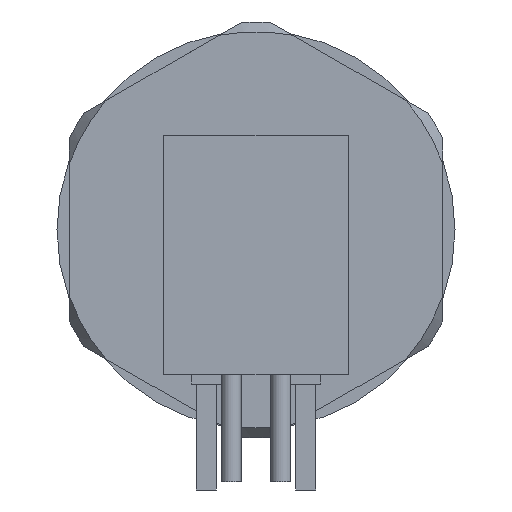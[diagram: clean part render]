
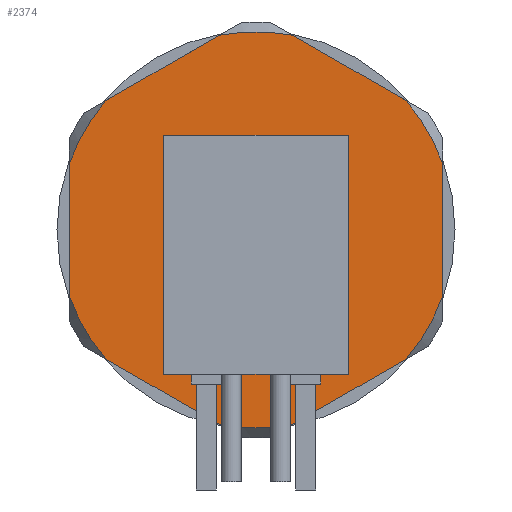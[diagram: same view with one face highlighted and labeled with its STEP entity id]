
A CAD part, front view. The second image highlights one B-rep face of the part: STEP entity #2374.
In plain terms, the highlighted planar face has unit normal (0, -1, 0).
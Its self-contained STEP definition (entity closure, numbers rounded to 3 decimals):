
#178=LINE('',#4082,#344);
#179=LINE('',#4086,#345);
#180=LINE('',#4090,#346);
#181=LINE('',#4091,#347);
#182=LINE('',#4092,#348);
#183=LINE('',#4093,#349);
#344=VECTOR('',#3210,1000.);
#345=VECTOR('',#3213,1000.);
#346=VECTOR('',#3216,1000.);
#347=VECTOR('',#3217,1000.);
#348=VECTOR('',#3218,1000.);
#349=VECTOR('',#3219,1000.);
#432=PLANE('',#2612);
#1088=ORIENTED_EDGE('',*,*,#1493,.F.);
#1089=ORIENTED_EDGE('',*,*,#1495,.F.);
#1090=ORIENTED_EDGE('',*,*,#1496,.F.);
#1091=ORIENTED_EDGE('',*,*,#1497,.F.);
#1092=ORIENTED_EDGE('',*,*,#1498,.F.);
#1093=ORIENTED_EDGE('',*,*,#1499,.F.);
#1094=ORIENTED_EDGE('',*,*,#1473,.F.);
#1095=ORIENTED_EDGE('',*,*,#1500,.F.);
#1096=ORIENTED_EDGE('',*,*,#1480,.F.);
#1097=ORIENTED_EDGE('',*,*,#1501,.F.);
#1098=ORIENTED_EDGE('',*,*,#1487,.F.);
#1099=ORIENTED_EDGE('',*,*,#1502,.F.);
#1100=ORIENTED_EDGE('',*,*,#1466,.T.);
#1466=EDGE_CURVE('',#1717,#1717,#1833,.T.);
#1473=EDGE_CURVE('',#1723,#1722,#1836,.T.);
#1480=EDGE_CURVE('',#1729,#1728,#1839,.T.);
#1487=EDGE_CURVE('',#1735,#1734,#1842,.T.);
#1493=EDGE_CURVE('',#1740,#1741,#1845,.T.);
#1495=EDGE_CURVE('',#1742,#1740,#178,.T.);
#1496=EDGE_CURVE('',#1743,#1742,#1846,.T.);
#1497=EDGE_CURVE('',#1744,#1743,#179,.T.);
#1498=EDGE_CURVE('',#1745,#1744,#1847,.T.);
#1499=EDGE_CURVE('',#1722,#1745,#180,.T.);
#1500=EDGE_CURVE('',#1728,#1723,#181,.T.);
#1501=EDGE_CURVE('',#1734,#1729,#182,.T.);
#1502=EDGE_CURVE('',#1741,#1735,#183,.T.);
#1717=VERTEX_POINT('',#3996);
#1722=VERTEX_POINT('',#4011);
#1723=VERTEX_POINT('',#4016);
#1728=VERTEX_POINT('',#4032);
#1729=VERTEX_POINT('',#4037);
#1734=VERTEX_POINT('',#4053);
#1735=VERTEX_POINT('',#4058);
#1740=VERTEX_POINT('',#4074);
#1741=VERTEX_POINT('',#4076);
#1742=VERTEX_POINT('',#4083);
#1743=VERTEX_POINT('',#4085);
#1744=VERTEX_POINT('',#4087);
#1745=VERTEX_POINT('',#4089);
#1833=CIRCLE('',#2591,2.35);
#1836=CIRCLE('',#2596,5.05);
#1839=CIRCLE('',#2601,5.05);
#1842=CIRCLE('',#2606,5.05);
#1845=CIRCLE('',#2611,5.05);
#1846=CIRCLE('',#2613,5.05);
#1847=CIRCLE('',#2614,5.05);
#2014=EDGE_LOOP('',(#1088,#1089,#1090,#1091,#1092,#1093,#1094,#1095,#1096,
#1097,#1098,#1099));
#2015=EDGE_LOOP('',(#1100));
#2193=FACE_BOUND('',#2014,.T.);
#2194=FACE_BOUND('',#2015,.T.);
#2374=ADVANCED_FACE('',(#2193,#2194),#432,.F.);
#2591=AXIS2_PLACEMENT_3D('',#3995,#3158,#3159);
#2596=AXIS2_PLACEMENT_3D('',#4017,#3170,#3171);
#2601=AXIS2_PLACEMENT_3D('',#4038,#3182,#3183);
#2606=AXIS2_PLACEMENT_3D('',#4059,#3194,#3195);
#2611=AXIS2_PLACEMENT_3D('',#4075,#3206,#3207);
#2612=AXIS2_PLACEMENT_3D('',#4081,#3208,#3209);
#2613=AXIS2_PLACEMENT_3D('',#4084,#3211,#3212);
#2614=AXIS2_PLACEMENT_3D('',#4088,#3214,#3215);
#3158=DIRECTION('',(0.,1.,0.));
#3159=DIRECTION('',(0.,0.,1.));
#3170=DIRECTION('',(0.,1.,0.));
#3171=DIRECTION('',(0.,0.,1.));
#3182=DIRECTION('',(0.,1.,0.));
#3183=DIRECTION('',(0.,0.,1.));
#3194=DIRECTION('',(0.,1.,0.));
#3195=DIRECTION('',(0.,0.,1.));
#3206=DIRECTION('',(0.,1.,0.));
#3207=DIRECTION('',(0.,0.,1.));
#3208=DIRECTION('',(0.,1.,0.));
#3209=DIRECTION('',(0.,0.,1.));
#3210=DIRECTION('',(0.866,0.,0.5));
#3211=DIRECTION('',(0.,1.,0.));
#3212=DIRECTION('',(0.,0.,1.));
#3213=DIRECTION('',(0.,0.,1.));
#3214=DIRECTION('',(0.,1.,0.));
#3215=DIRECTION('',(0.,0.,1.));
#3216=DIRECTION('',(-0.866,0.,0.5));
#3217=DIRECTION('',(-0.866,0.,-0.5));
#3218=DIRECTION('',(0.,0.,-1.));
#3219=DIRECTION('',(0.866,0.,-0.5));
#3995=CARTESIAN_POINT('',(0.,1.313,0.));
#3996=CARTESIAN_POINT('',(0.,1.313,2.35));
#4011=CARTESIAN_POINT('',(-0.934,1.313,-4.963));
#4016=CARTESIAN_POINT('',(0.934,1.313,-4.963));
#4017=CARTESIAN_POINT('',(0.,1.313,0.));
#4032=CARTESIAN_POINT('',(3.831,1.313,-3.29));
#4037=CARTESIAN_POINT('',(4.765,1.313,-1.673));
#4038=CARTESIAN_POINT('',(0.,1.313,0.));
#4053=CARTESIAN_POINT('',(4.765,1.313,1.673));
#4058=CARTESIAN_POINT('',(3.831,1.313,3.29));
#4059=CARTESIAN_POINT('',(0.,1.313,0.));
#4074=CARTESIAN_POINT('',(-0.934,1.313,4.963));
#4075=CARTESIAN_POINT('',(0.,1.313,0.));
#4076=CARTESIAN_POINT('',(0.934,1.313,4.963));
#4081=CARTESIAN_POINT('',(0.,1.313,2.35));
#4082=CARTESIAN_POINT('',(-4.765,1.313,2.751));
#4083=CARTESIAN_POINT('',(-3.831,1.313,3.29));
#4084=CARTESIAN_POINT('',(0.,1.313,0.));
#4085=CARTESIAN_POINT('',(-4.765,1.313,1.673));
#4086=CARTESIAN_POINT('',(-4.765,1.313,-2.751));
#4087=CARTESIAN_POINT('',(-4.765,1.313,-1.673));
#4088=CARTESIAN_POINT('',(0.,1.313,0.));
#4089=CARTESIAN_POINT('',(-3.831,1.313,-3.29));
#4090=CARTESIAN_POINT('',(0.,1.313,-5.502));
#4091=CARTESIAN_POINT('',(4.765,1.313,-2.751));
#4092=CARTESIAN_POINT('',(4.765,1.313,2.751));
#4093=CARTESIAN_POINT('',(0.,1.313,5.502));
